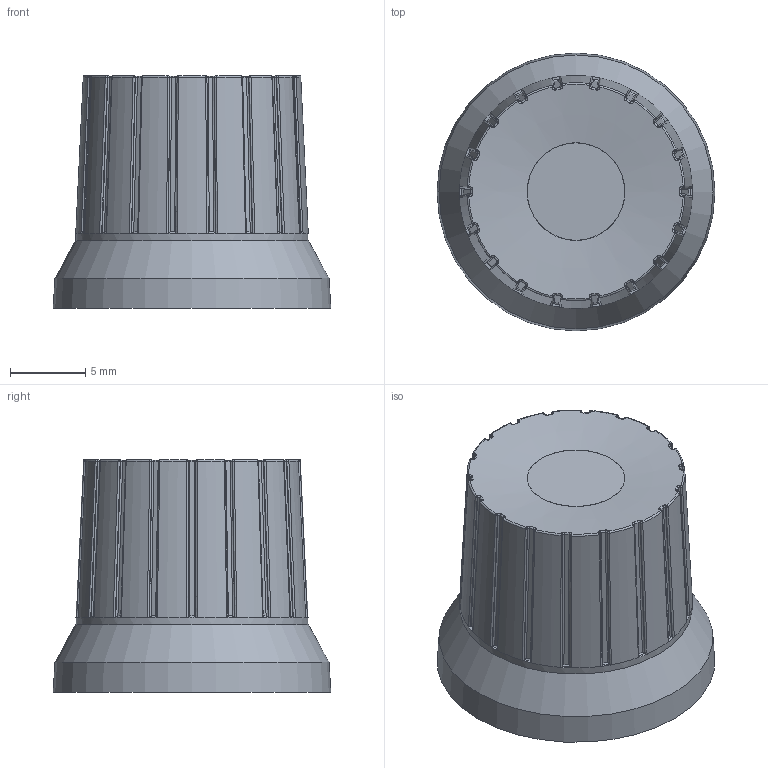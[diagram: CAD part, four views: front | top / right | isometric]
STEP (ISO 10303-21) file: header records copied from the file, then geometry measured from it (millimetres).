
FILE_DESCRIPTION(('FreeCAD Model'),'2;1');
FILE_NAME('ChromaCapBlue.step', '2020-06-01T12:56:11',('kicad StepUp'),('ksu MCAD'), 'Open CASCADE STEP processor 7.4','FreeCAD','Unknown');
FILE_SCHEMA(('AUTOMOTIVE_DESIGN { 1 0 10303 214 1 1 1 1 }'));
Length unit declared in the file: millimetre
Products named in the file (1): ChromaCapBlue
Bounding box: 18.5 x 18.5 x 15.49 mm (x, y, z)
Volume: 2972.2 mm3; surface area: 1277.2 mm2
Topology: 1 solids, 1 shells, 331 faces, 804 edges, 439 vertices
Faces by surface type: bspline 126, plane 74, cylinder 55, sphere 36, cone 21, torus 19
Full cylindrical faces by diameter (mm): 15.5 x1
Entity records: 15686 total; most frequent: CARTESIAN_POINT 9055, ORIENTED_EDGE 1536, DIRECTION 1216, EDGE_CURVE 768, AXIS2_PLACEMENT_3D 536, VERTEX_POINT 439, ADVANCED_FACE 331, FACE_BOUND 331
